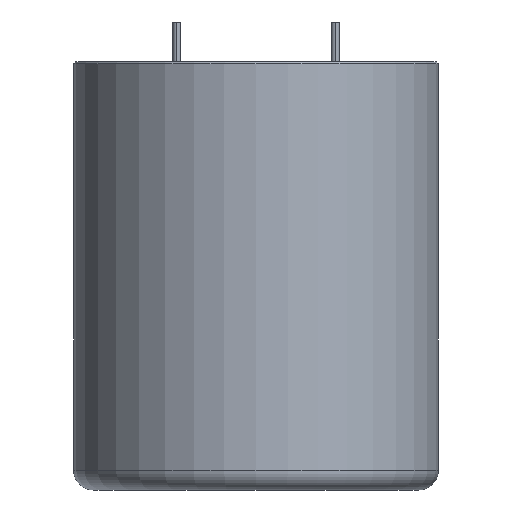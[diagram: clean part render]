
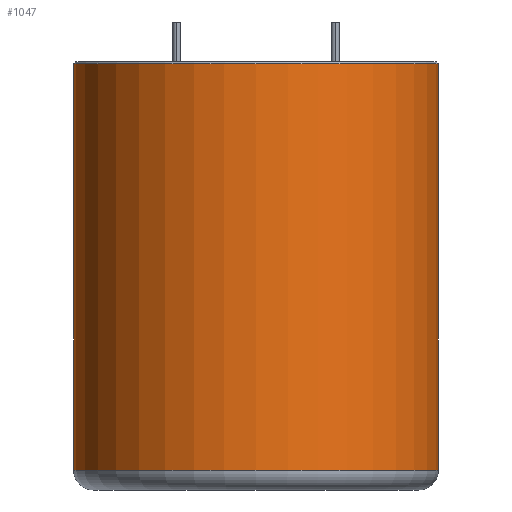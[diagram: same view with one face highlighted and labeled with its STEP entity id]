
A CAD part, front view. The second image highlights one B-rep face of the part: STEP entity #1047.
In plain terms, the highlighted cylindrical face has radius 23 mm (diameter 46 mm), a partial arc.
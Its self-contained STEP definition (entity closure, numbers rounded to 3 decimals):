
#75 = CIRCLE ( 'NONE', #1588, 23. ) ;
#105 = FACE_OUTER_BOUND ( 'NONE', #1407, .T. ) ;
#142 = DIRECTION ( 'NONE',  ( 0., 0., -1. ) ) ;
#158 = VERTEX_POINT ( 'NONE', #2035 ) ;
#201 = EDGE_CURVE ( 'NONE', #973, #158, #1367, .T. ) ;
#240 = ORIENTED_EDGE ( 'NONE', *, *, #1998, .F. ) ;
#255 = DIRECTION ( 'NONE',  ( 0., 0., 1. ) ) ;
#379 = CARTESIAN_POINT ( 'NONE',  ( -23., 0., 52.75 ) ) ;
#462 = DIRECTION ( 'NONE',  ( 1., 0., 0. ) ) ;
#639 = VECTOR ( 'NONE', #142, 1000. ) ;
#806 = CARTESIAN_POINT ( 'NONE',  ( 0., 0., 53. ) ) ;
#821 = DIRECTION ( 'NONE',  ( 0., 0., -1. ) ) ;
#883 = CIRCLE ( 'NONE', #2101, 23. ) ;
#973 = VERTEX_POINT ( 'NONE', #379 ) ;
#1047 = ADVANCED_FACE ( 'NONE', ( #105 ), #1489, .T. ) ;
#1154 = LINE ( 'NONE', #1334, #639 ) ;
#1196 = DIRECTION ( 'NONE',  ( 0., 0., -1. ) ) ;
#1203 = CARTESIAN_POINT ( 'NONE',  ( -23., 0., 53. ) ) ;
#1231 = CARTESIAN_POINT ( 'NONE',  ( 23., 0., 52.75 ) ) ;
#1244 = ORIENTED_EDGE ( 'NONE', *, *, #201, .T. ) ;
#1320 = CARTESIAN_POINT ( 'NONE',  ( 0., 0., 1.5 ) ) ;
#1334 = CARTESIAN_POINT ( 'NONE',  ( 23., 0., 53. ) ) ;
#1343 = EDGE_CURVE ( 'NONE', #158, #1873, #883, .T. ) ;
#1361 = AXIS2_PLACEMENT_3D ( 'NONE', #806, #821, #1476 ) ;
#1367 = LINE ( 'NONE', #1203, #2172 ) ;
#1407 = EDGE_LOOP ( 'NONE', ( #240, #1763, #1244, #2059 ) ) ;
#1426 = CARTESIAN_POINT ( 'NONE',  ( 23., 0., 1.5 ) ) ;
#1469 = VERTEX_POINT ( 'NONE', #1231 ) ;
#1476 = DIRECTION ( 'NONE',  ( -1., 0., 0. ) ) ;
#1484 = DIRECTION ( 'NONE',  ( 0., 0., -1. ) ) ;
#1489 = CYLINDRICAL_SURFACE ( 'NONE', #1361, 23. ) ;
#1588 = AXIS2_PLACEMENT_3D ( 'NONE', #1965, #1484, #462 ) ;
#1601 = DIRECTION ( 'NONE',  ( -1., 0., 0. ) ) ;
#1709 = EDGE_CURVE ( 'NONE', #1469, #973, #75, .T. ) ;
#1763 = ORIENTED_EDGE ( 'NONE', *, *, #1709, .T. ) ;
#1873 = VERTEX_POINT ( 'NONE', #1426 ) ;
#1965 = CARTESIAN_POINT ( 'NONE',  ( 0., 0., 52.75 ) ) ;
#1998 = EDGE_CURVE ( 'NONE', #1469, #1873, #1154, .T. ) ;
#2035 = CARTESIAN_POINT ( 'NONE',  ( -23., 0., 1.5 ) ) ;
#2059 = ORIENTED_EDGE ( 'NONE', *, *, #1343, .T. ) ;
#2101 = AXIS2_PLACEMENT_3D ( 'NONE', #1320, #255, #1601 ) ;
#2172 = VECTOR ( 'NONE', #1196, 1000. ) ;
